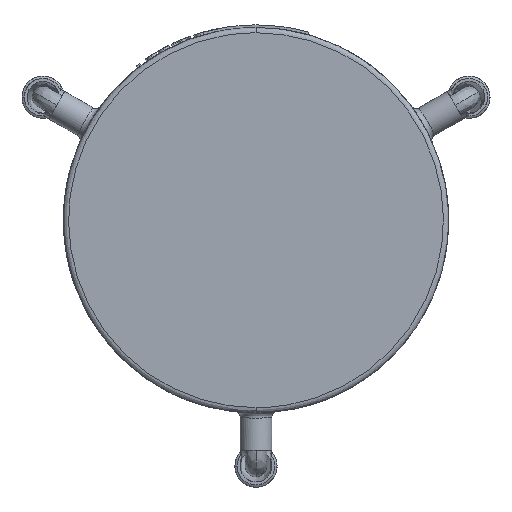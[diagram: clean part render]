
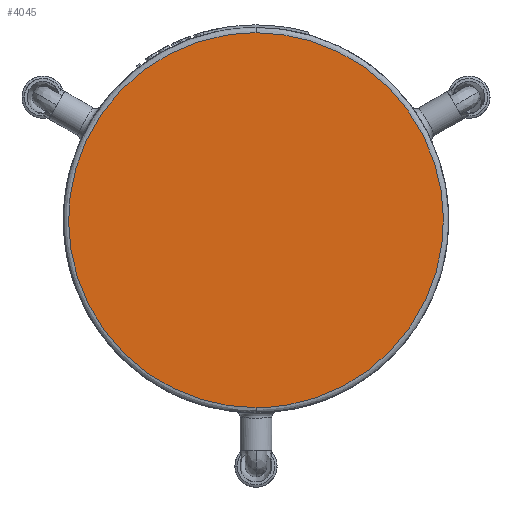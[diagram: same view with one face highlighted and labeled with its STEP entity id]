
A CAD part, front view. The second image highlights one B-rep face of the part: STEP entity #4045.
In plain terms, the highlighted free-form (B-spline) face has degree [1, 1] with [2, 2] control points.
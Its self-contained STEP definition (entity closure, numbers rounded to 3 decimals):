
#1829 = EDGE_CURVE('',#1830,#1832,#1834,.T.);
#1830 = VERTEX_POINT('',#1831);
#1831 = CARTESIAN_POINT('',(65.678,-51.368,
    21.117));
#1832 = VERTEX_POINT('',#1833);
#1833 = CARTESIAN_POINT('',(65.678,-51.368,
    -64.29));
#1834 = ( BOUNDED_CURVE() B_SPLINE_CURVE(2,(#1835,#1836,#1837,#1838,
#1839),.UNSPECIFIED.,.F.,.F.) B_SPLINE_CURVE_WITH_KNOTS((3,2,3),(0.,
1.571,3.142),.PIECEWISE_BEZIER_KNOTS.) CURVE() 
GEOMETRIC_REPRESENTATION_ITEM() RATIONAL_B_SPLINE_CURVE((1.,
0.707,1.,0.707,1.)) REPRESENTATION_ITEM('') );
#1835 = CARTESIAN_POINT('',(65.678,-51.368,
    21.117));
#1836 = CARTESIAN_POINT('',(108.381,-51.368,
    21.117));
#1837 = CARTESIAN_POINT('',(108.381,-51.368,
    -21.587));
#1838 = CARTESIAN_POINT('',(108.381,-51.368,
    -64.29));
#1839 = CARTESIAN_POINT('',(65.678,-51.368,
    -64.29));
#4045 = ADVANCED_FACE('',(#4046),#4057,.T.);
#4046 = FACE_BOUND('',#4047,.F.);
#4047 = EDGE_LOOP('',(#4048,#4049));
#4048 = ORIENTED_EDGE('',*,*,#1829,.F.);
#4049 = ORIENTED_EDGE('',*,*,#4050,.F.);
#4050 = EDGE_CURVE('',#1832,#1830,#4051,.T.);
#4051 = ( BOUNDED_CURVE() B_SPLINE_CURVE(2,(#4052,#4053,#4054,#4055,
#4056),.UNSPECIFIED.,.F.,.F.) B_SPLINE_CURVE_WITH_KNOTS((3,2,3),(
    3.142,4.712,6.283),
.PIECEWISE_BEZIER_KNOTS.) CURVE() GEOMETRIC_REPRESENTATION_ITEM() 
RATIONAL_B_SPLINE_CURVE((1.,0.707,1.,0.707,1.)) 
REPRESENTATION_ITEM('') );
#4052 = CARTESIAN_POINT('',(65.678,-51.368,
    -64.29));
#4053 = CARTESIAN_POINT('',(22.974,-51.368,
    -64.29));
#4054 = CARTESIAN_POINT('',(22.974,-51.368,
    -21.587));
#4055 = CARTESIAN_POINT('',(22.974,-51.368,
    21.117));
#4056 = CARTESIAN_POINT('',(65.678,-51.368,
    21.117));
#4057 = B_SPLINE_SURFACE_WITH_KNOTS('',1,1,(
    (#4058,#4059)
    ,(#4060,#4061
    )),.UNSPECIFIED.,.F.,.F.,.F.,(2,2),(2,2),(-35.5,35.5),(-35.5,35.5),
  .PIECEWISE_BEZIER_KNOTS.);
#4058 = CARTESIAN_POINT('',(22.974,-51.368,
    -64.29));
#4059 = CARTESIAN_POINT('',(108.381,-51.368,
    -64.29));
#4060 = CARTESIAN_POINT('',(22.974,-51.368,
    21.117));
#4061 = CARTESIAN_POINT('',(108.381,-51.368,
    21.117));
